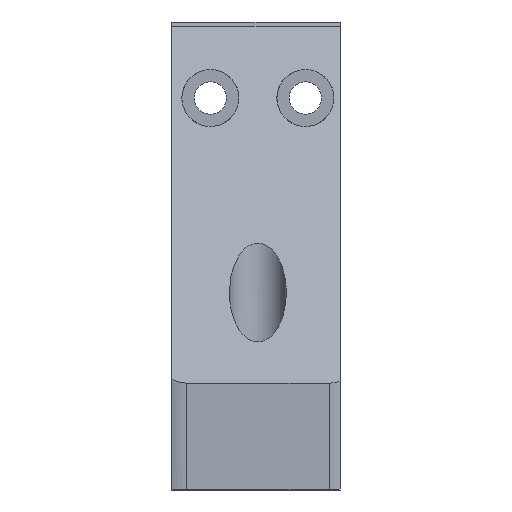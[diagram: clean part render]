
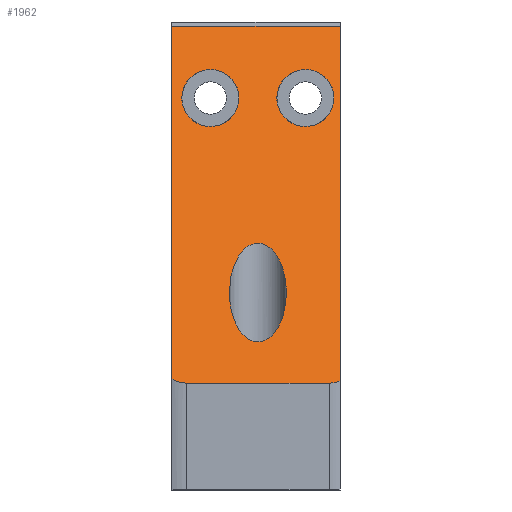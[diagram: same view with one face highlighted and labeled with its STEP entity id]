
A CAD part, front view. The second image highlights one B-rep face of the part: STEP entity #1962.
In plain terms, the highlighted planar face has unit normal (0, -0.866, 0.5).
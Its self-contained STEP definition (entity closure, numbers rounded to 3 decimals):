
#17=ELLIPSE('',#2119,10.,5.);
#18=ELLIPSE('',#2120,10.,5.);
#19=ELLIPSE('',#2121,3.464,3.);
#20=ELLIPSE('',#2122,3.464,3.);
#21=ELLIPSE('',#2123,6.,3.);
#40=FACE_BOUND('',#336,.T.);
#41=FACE_BOUND('',#337,.T.);
#42=FACE_BOUND('',#338,.T.);
#208=FACE_OUTER_BOUND('',#335,.T.);
#335=EDGE_LOOP('',(#1495,#1496,#1497,#1498,#1499,#1500));
#336=EDGE_LOOP('',(#1501));
#337=EDGE_LOOP('',(#1502));
#338=EDGE_LOOP('',(#1503));
#468=LINE('',#2946,#665);
#531=LINE('',#3117,#728);
#533=LINE('',#3123,#730);
#534=LINE('',#3126,#731);
#665=VECTOR('',#2308,10.);
#728=VECTOR('',#2449,10.);
#730=VECTOR('',#2455,10.);
#731=VECTOR('',#2458,10.);
#871=VERTEX_POINT('',#2943);
#872=VERTEX_POINT('',#2945);
#941=VERTEX_POINT('',#3116);
#942=VERTEX_POINT('',#3120);
#943=VERTEX_POINT('',#3122);
#944=VERTEX_POINT('',#3124);
#945=VERTEX_POINT('',#3127);
#946=VERTEX_POINT('',#3129);
#947=VERTEX_POINT('',#3131);
#1069=EDGE_CURVE('',#872,#871,#468,.T.);
#1154=EDGE_CURVE('',#872,#941,#531,.T.);
#1156=EDGE_CURVE('',#942,#871,#17,.T.);
#1157=EDGE_CURVE('',#943,#942,#533,.T.);
#1158=EDGE_CURVE('',#944,#943,#18,.T.);
#1159=EDGE_CURVE('',#941,#944,#534,.T.);
#1160=EDGE_CURVE('',#945,#945,#19,.T.);
#1161=EDGE_CURVE('',#946,#946,#20,.T.);
#1162=EDGE_CURVE('',#947,#947,#21,.T.);
#1495=ORIENTED_EDGE('',*,*,#1069,.T.);
#1496=ORIENTED_EDGE('',*,*,#1156,.F.);
#1497=ORIENTED_EDGE('',*,*,#1157,.F.);
#1498=ORIENTED_EDGE('',*,*,#1158,.F.);
#1499=ORIENTED_EDGE('',*,*,#1159,.F.);
#1500=ORIENTED_EDGE('',*,*,#1154,.F.);
#1501=ORIENTED_EDGE('',*,*,#1160,.T.);
#1502=ORIENTED_EDGE('',*,*,#1161,.T.);
#1503=ORIENTED_EDGE('',*,*,#1162,.T.);
#1881=PLANE('',#2118);
#1962=ADVANCED_FACE('',(#208,#40,#41,#42),#1881,.T.);
#2118=AXIS2_PLACEMENT_3D('',#3119,#2451,#2452);
#2119=AXIS2_PLACEMENT_3D('',#3121,#2453,#2454);
#2120=AXIS2_PLACEMENT_3D('',#3125,#2456,#2457);
#2121=AXIS2_PLACEMENT_3D('',#3128,#2459,#2460);
#2122=AXIS2_PLACEMENT_3D('',#3130,#2461,#2462);
#2123=AXIS2_PLACEMENT_3D('',#3132,#2463,#2464);
#2308=DIRECTION('',(0.,-0.5,-0.866));
#2449=DIRECTION('',(1.,0.,0.));
#2451=DIRECTION('center_axis',(0.,-0.866,0.5));
#2452=DIRECTION('ref_axis',(0.,0.5,0.866));
#2453=DIRECTION('center_axis',(0.,0.866,-0.5));
#2454=DIRECTION('ref_axis',(0.,-0.5,-0.866));
#2455=DIRECTION('',(-1.,0.,0.));
#2456=DIRECTION('center_axis',(0.,0.866,-0.5));
#2457=DIRECTION('ref_axis',(0.,-0.5,-0.866));
#2458=DIRECTION('',(0.,-0.5,-0.866));
#2459=DIRECTION('center_axis',(0.,0.866,-0.5));
#2460=DIRECTION('ref_axis',(0.,-0.5,-0.866));
#2461=DIRECTION('center_axis',(0.,0.866,-0.5));
#2462=DIRECTION('ref_axis',(0.,-0.5,-0.866));
#2463=DIRECTION('center_axis',(0.,0.866,-0.5));
#2464=DIRECTION('ref_axis',(0.,0.5,0.866));
#2943=CARTESIAN_POINT('',(-4.5,-31.754,0.427));
#2945=CARTESIAN_POINT('',(-4.5,-10.311,37.567));
#2946=CARTESIAN_POINT('',(-4.5,-24.954,12.204));
#3116=CARTESIAN_POINT('',(13.19,-10.311,37.567));
#3117=CARTESIAN_POINT('',(17.04,-10.311,37.567));
#3119=CARTESIAN_POINT('Origin',(17.04,-32.,0.));
#3120=CARTESIAN_POINT('',(-2.95,-32.,0.));
#3121=CARTESIAN_POINT('Origin',(-2.95,-27.,8.66));
#3122=CARTESIAN_POINT('',(12.04,-32.,0.));
#3123=CARTESIAN_POINT('',(17.04,-32.,0.));
#3124=CARTESIAN_POINT('',(13.19,-31.866,0.232));
#3125=CARTESIAN_POINT('Origin',(12.04,-27.,8.66));
#3126=CARTESIAN_POINT('',(13.19,-24.954,12.204));
#3127=CARTESIAN_POINT('',(2.545,-14.679,30.));
#3128=CARTESIAN_POINT('Origin',(-0.455,-14.679,30.));
#3129=CARTESIAN_POINT('',(12.545,-14.679,30.));
#3130=CARTESIAN_POINT('Origin',(9.545,-14.679,30.));
#3131=CARTESIAN_POINT('',(1.545,-26.5,9.526));
#3132=CARTESIAN_POINT('Origin',(4.545,-26.5,9.526));
